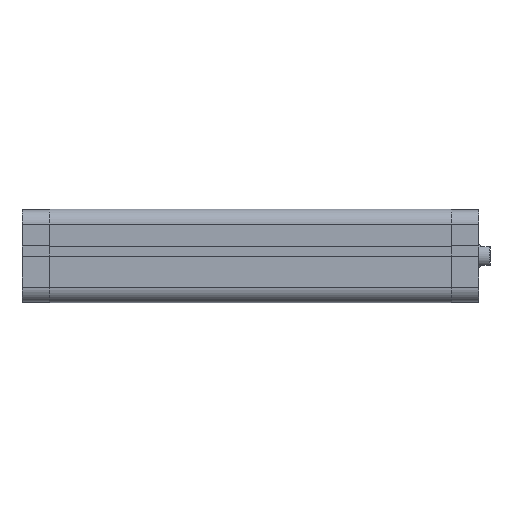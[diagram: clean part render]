
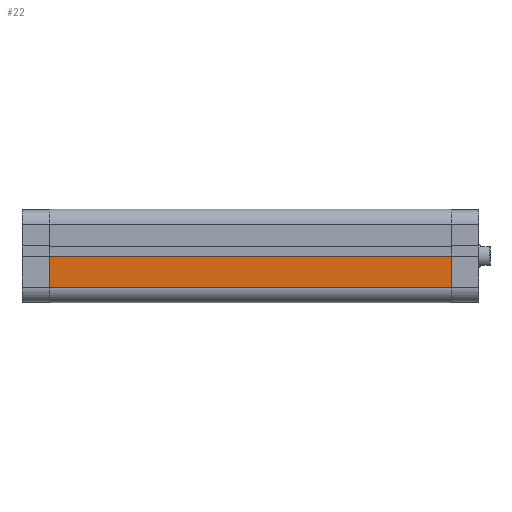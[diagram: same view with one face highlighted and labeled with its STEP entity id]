
A CAD part, top view. The second image highlights one B-rep face of the part: STEP entity #22.
In plain terms, the highlighted face is planar.
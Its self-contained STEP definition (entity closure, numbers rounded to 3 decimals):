
#22 = ADVANCED_FACE ( 'NONE', ( #1281 ), #3684, .F. ) ;
#151 = EDGE_CURVE ( 'NONE', #943, #946, #2614, .T. ) ;
#155 = EDGE_CURVE ( 'NONE', #943, #986, #2609, .T. ) ;
#158 = EDGE_CURVE ( 'NONE', #946, #968, #2611, .T. ) ;
#159 = EDGE_CURVE ( 'NONE', #986, #968, #2620, .T. ) ;
#584 = AXIS2_PLACEMENT_3D ( 'NONE', #3681, #3691, #3697 ) ;
#943 = VERTEX_POINT ( 'NONE', #5220 ) ;
#946 = VERTEX_POINT ( 'NONE', #5223 ) ;
#968 = VERTEX_POINT ( 'NONE', #5246 ) ;
#986 = VERTEX_POINT ( 'NONE', #5264 ) ;
#1281 = FACE_OUTER_BOUND ( 'NONE', #4215, .T. ) ;
#1663 = CARTESIAN_POINT ( 'NONE',  ( 0., -25., 215.5 ) ) ;
#1664 = DIRECTION ( 'NONE',  ( 1., 0., 0. ) ) ;
#1671 = CARTESIAN_POINT ( 'NONE',  ( 0.1, -25., 215.5 ) ) ;
#1672 = DIRECTION ( 'NONE',  ( 0., 0., -1. ) ) ;
#1673 = CARTESIAN_POINT ( 'NONE',  ( 17., -25., 215.5 ) ) ;
#1677 = CARTESIAN_POINT ( 'NONE',  ( 0., -25., 0. ) ) ;
#1679 = DIRECTION ( 'NONE',  ( 0., 0., -1. ) ) ;
#1681 = DIRECTION ( 'NONE',  ( 1., 0., 0. ) ) ;
#2605 = VECTOR ( 'NONE', #1672, 1000. ) ;
#2609 = LINE ( 'NONE', #1671, #2605 ) ;
#2611 = LINE ( 'NONE', #1673, #2627 ) ;
#2614 = LINE ( 'NONE', #1663, #2615 ) ;
#2615 = VECTOR ( 'NONE', #1664, 1000. ) ;
#2620 = LINE ( 'NONE', #1677, #2629 ) ;
#2627 = VECTOR ( 'NONE', #1679, 1000. ) ;
#2629 = VECTOR ( 'NONE', #1681, 1000. ) ;
#3681 = CARTESIAN_POINT ( 'NONE',  ( 0., -25., 215.5 ) ) ;
#3684 = PLANE ( 'NONE',  #584 ) ;
#3691 = DIRECTION ( 'NONE',  ( 0., 1., 0. ) ) ;
#3697 = DIRECTION ( 'NONE',  ( -1., 0., 0. ) ) ;
#4215 = EDGE_LOOP ( 'NONE', ( #4822, #4821, #4820, #4819 ) ) ;
#4819 = ORIENTED_EDGE ( 'NONE', *, *, #155, .T. ) ;
#4820 = ORIENTED_EDGE ( 'NONE', *, *, #151, .F. ) ;
#4821 = ORIENTED_EDGE ( 'NONE', *, *, #158, .F. ) ;
#4822 = ORIENTED_EDGE ( 'NONE', *, *, #159, .T. ) ;
#5220 = CARTESIAN_POINT ( 'NONE',  ( 0.1, -25., 215.5 ) ) ;
#5223 = CARTESIAN_POINT ( 'NONE',  ( 17., -25., 215.5 ) ) ;
#5246 = CARTESIAN_POINT ( 'NONE',  ( 17., -25., 0. ) ) ;
#5264 = CARTESIAN_POINT ( 'NONE',  ( 0.1, -25., 0. ) ) ;
